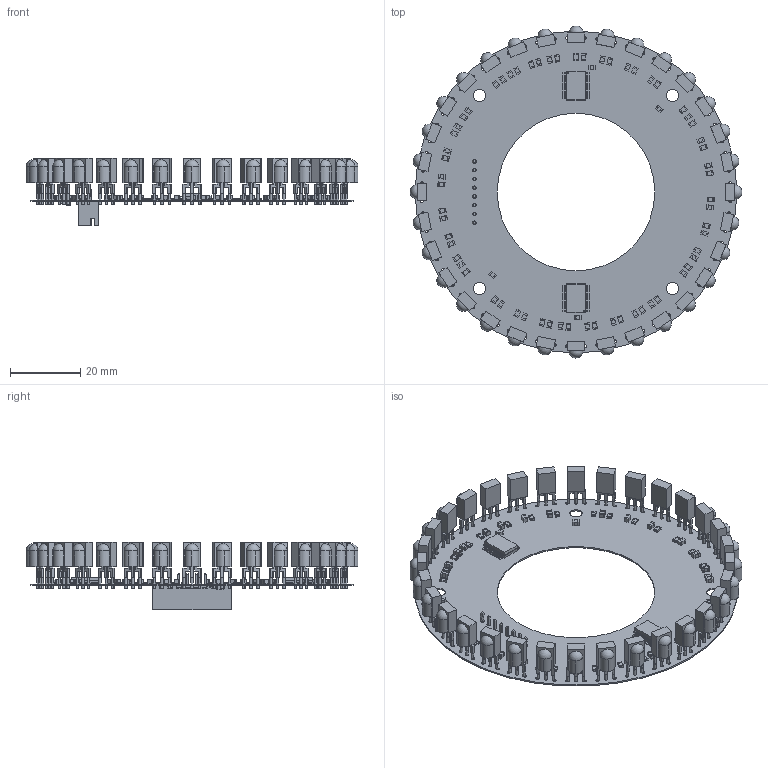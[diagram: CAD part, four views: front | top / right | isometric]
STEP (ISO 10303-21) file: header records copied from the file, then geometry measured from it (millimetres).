
FILE_DESCRIPTION(('Open CASCADE Model'),'2;1');
FILE_NAME('Open CASCADE Shape Model','2024-01-25T01:32:34',('Author'),( 'Open CASCADE'),'Open CASCADE STEP processor 6.8','Open CASCADE 6.8' ,'Unknown');
FILE_SCHEMA(('AUTOMOTIVE_DESIGN { 1 0 10303 214 1 1 1 1 }'));
Length unit declared in the file: millimetre
Products named in the file (117): PCB; Board; Open CASCADE STEP translator 6.8 3.1.1; R37; RES0805; VCC; cdled1608x06g; XP1; 5822834224; TS32; TSOP; TS31; TS30; TS29; TS28; TS27; TS26; TS25; TS24; TS23; TS22; TS21; TS20; TS19; TS18; TS17; TS16; TS15; TS14; TS13; TS12; TS11; TS10; TS9; TS8; TS7; TS6; TS5; TS4; TS3 ...
Assembly tree (218 placements, depth 3):
  PCB
    Board
      Open CASCADE STEP translator 6.8 3.1.1
    R37
      RES0805
    VCC
      cdled1608x06g
    XP1
      5822834224
    TS32
      TSOP
    TS31
      TSOP
    TS30
      TSOP
    TS29
      TSOP
    TS28
      TSOP
    TS27
      TSOP
    TS26
      TSOP
    TS25
      TSOP
    TS24
      TSOP
    TS23
      TSOP
    TS22
      TSOP
    TS21
      TSOP
    TS20
      TSOP
    TS19
      TSOP
    TS18
      TSOP
    TS17
      TSOP
    TS16
      TSOP
    TS15
      TSOP
    TS14
      TSOP
    TS13
      TSOP
    TS12
      TSOP
    TS11
      TSOP
    TS10
      TSOP
    TS9
      TSOP
    TS8
      TSOP
    TS7
Bounding box: 94.8 x 94.8 x 19.41 mm (x, y, z)
Volume: 7300.5 mm3; surface area: 19644.5 mm2
Topology: 280 solids, 280 shells, 6589 faces, 16110 edges, 9587 vertices
Faces by surface type: plane 3098, cylinder 1641, bspline 1258, sphere 592
Full cylindrical faces by diameter (mm): 0.7 x96, 0.85 x96, 1 x8, 3.5 x4, 45 x1, 92 x1
Entity records: 36048 total; most frequent: CARTESIAN_POINT 6064, DIRECTION 5383, ORIENTED_EDGE 5162, EDGE_CURVE 2581, LINE 1845, VECTOR 1845, AXIS2_PLACEMENT_3D 1769, VERTEX_POINT 1664
